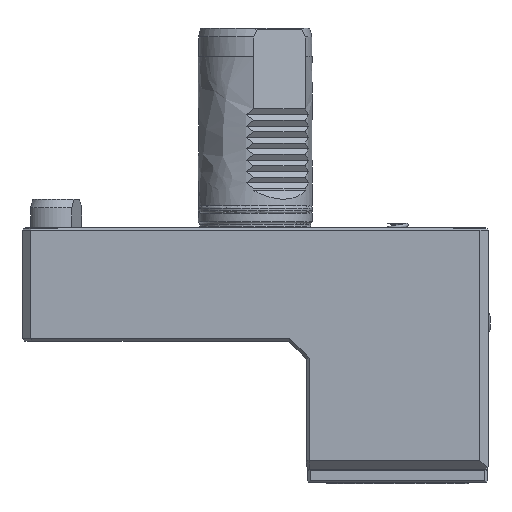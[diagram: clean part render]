
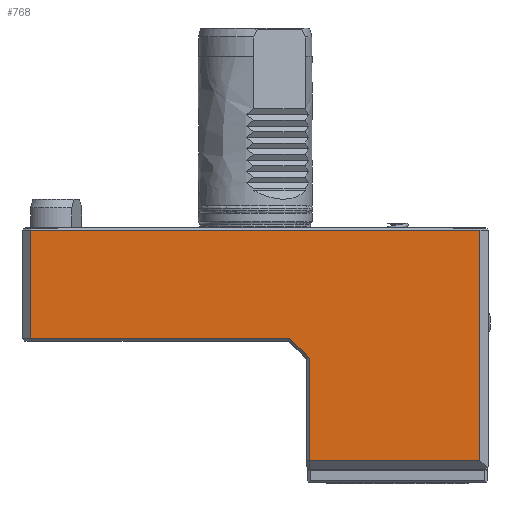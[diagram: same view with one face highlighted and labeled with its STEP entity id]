
A CAD part, front view. The second image highlights one B-rep face of the part: STEP entity #768.
In plain terms, the highlighted planar face has unit normal (0, -1, 0).
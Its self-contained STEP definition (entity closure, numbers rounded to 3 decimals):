
#103=LINE('',#4356,#311);
#106=LINE('',#4361,#314);
#107=LINE('',#4363,#315);
#119=LINE('',#4387,#327);
#161=LINE('',#4555,#369);
#162=LINE('',#4557,#370);
#163=LINE('',#4558,#371);
#311=VECTOR('',#2753,1.);
#314=VECTOR('',#2758,1.);
#315=VECTOR('',#2761,1.);
#327=VECTOR('',#2783,1.);
#369=VECTOR('',#2853,1.);
#370=VECTOR('',#2854,1.);
#371=VECTOR('',#2855,1.);
#539=PLANE('',#2541);
#643=FACE_OUTER_BOUND('',#1033,.T.);
#768=ADVANCED_FACE('',(#643),#539,.T.);
#1033=EDGE_LOOP('',(#1439,#1440,#1441,#1442,#1443,#1444,#1445));
#1439=ORIENTED_EDGE('',*,*,#2136,.T.);
#1440=ORIENTED_EDGE('',*,*,#2133,.T.);
#1441=ORIENTED_EDGE('',*,*,#2149,.T.);
#1442=ORIENTED_EDGE('',*,*,#2193,.T.);
#1443=ORIENTED_EDGE('',*,*,#2194,.T.);
#1444=ORIENTED_EDGE('',*,*,#2195,.T.);
#1445=ORIENTED_EDGE('',*,*,#2137,.T.);
#1865=VERTEX_POINT('',#4132);
#1878=VERTEX_POINT('',#4354);
#1880=VERTEX_POINT('',#4357);
#1881=VERTEX_POINT('',#4364);
#1888=VERTEX_POINT('',#4388);
#1917=VERTEX_POINT('',#4552);
#1918=VERTEX_POINT('',#4556);
#2133=EDGE_CURVE('',#1880,#1878,#103,.T.);
#2136=EDGE_CURVE('',#1865,#1880,#106,.T.);
#2137=EDGE_CURVE('',#1881,#1865,#107,.T.);
#2149=EDGE_CURVE('',#1878,#1888,#119,.T.);
#2193=EDGE_CURVE('',#1888,#1918,#161,.T.);
#2194=EDGE_CURVE('',#1918,#1917,#162,.T.);
#2195=EDGE_CURVE('',#1917,#1881,#163,.T.);
#2541=AXIS2_PLACEMENT_3D('',#4559,#2856,#2857);
#2753=DIRECTION('',(0.707,0.,-0.707));
#2758=DIRECTION('',(1.,0.,0.));
#2761=DIRECTION('',(0.,0.,-1.));
#2783=DIRECTION('',(0.,0.,-1.));
#2853=DIRECTION('',(1.,0.,0.));
#2854=DIRECTION('',(0.,0.,1.));
#2855=DIRECTION('',(-1.,0.,0.));
#2856=DIRECTION('',(0.,-1.,0.));
#2857=DIRECTION('',(1.,0.,0.));
#4132=CARTESIAN_POINT('',(-79.,-42.,-39.));
#4354=CARTESIAN_POINT('',(19.,-42.,-45.886));
#4356=CARTESIAN_POINT('',(19.707,-42.,-46.593));
#4357=CARTESIAN_POINT('',(12.114,-42.,-39.));
#4361=CARTESIAN_POINT('',(11.7,-42.,-39.));
#4363=CARTESIAN_POINT('',(-79.,-42.,-40.));
#4364=CARTESIAN_POINT('',(-79.,-42.,-1.));
#4387=CARTESIAN_POINT('',(19.,-42.,-82.));
#4388=CARTESIAN_POINT('',(19.,-42.,-82.));
#4552=CARTESIAN_POINT('',(79.,-42.,-1.));
#4555=CARTESIAN_POINT('',(82.,-42.,-82.));
#4556=CARTESIAN_POINT('',(79.,-42.,-82.));
#4557=CARTESIAN_POINT('',(79.,-42.,0.));
#4558=CARTESIAN_POINT('',(-79.,-42.,-1.));
#4559=CARTESIAN_POINT('',(-82.,-42.,-40.));
